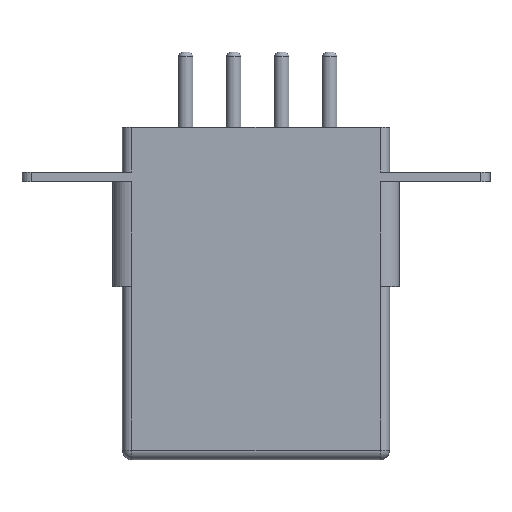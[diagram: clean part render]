
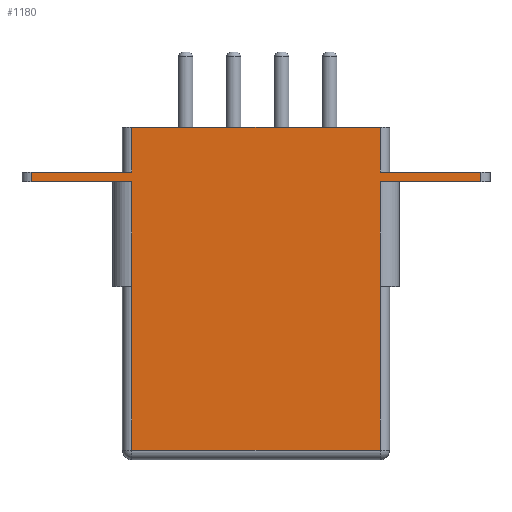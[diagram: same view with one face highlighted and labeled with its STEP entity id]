
A CAD part, top view. The second image highlights one B-rep face of the part: STEP entity #1180.
In plain terms, the highlighted planar face has unit normal (0, 0, 1).
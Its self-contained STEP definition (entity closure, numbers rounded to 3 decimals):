
#39=PLANE('',#1270);
#66=FACE_OUTER_BOUND('',#134,.T.);
#134=EDGE_LOOP('',(#785,#786,#787,#788,#789,#790,#791,#792,#793,#794,#795,
#796,#797,#798));
#214=LINE('',#1862,#288);
#215=LINE('',#1865,#289);
#216=LINE('',#1867,#290);
#217=LINE('',#1869,#291);
#218=LINE('',#1871,#292);
#219=LINE('',#1873,#293);
#220=LINE('',#1875,#294);
#221=LINE('',#1877,#295);
#222=LINE('',#1879,#296);
#223=LINE('',#1881,#297);
#224=LINE('',#1883,#298);
#225=LINE('',#1885,#299);
#226=LINE('',#1887,#300);
#227=LINE('',#1888,#301);
#288=VECTOR('',#1446,10.);
#289=VECTOR('',#1449,10.);
#290=VECTOR('',#1450,10.);
#291=VECTOR('',#1451,10.);
#292=VECTOR('',#1452,10.);
#293=VECTOR('',#1453,10.);
#294=VECTOR('',#1454,10.);
#295=VECTOR('',#1455,10.);
#296=VECTOR('',#1456,10.);
#297=VECTOR('',#1457,10.);
#298=VECTOR('',#1458,10.);
#299=VECTOR('',#1459,10.);
#300=VECTOR('',#1460,10.);
#301=VECTOR('',#1461,10.);
#471=VERTEX_POINT('',#1855);
#474=VERTEX_POINT('',#1860);
#475=VERTEX_POINT('',#1864);
#476=VERTEX_POINT('',#1866);
#477=VERTEX_POINT('',#1868);
#478=VERTEX_POINT('',#1870);
#479=VERTEX_POINT('',#1872);
#480=VERTEX_POINT('',#1874);
#481=VERTEX_POINT('',#1876);
#482=VERTEX_POINT('',#1878);
#483=VERTEX_POINT('',#1880);
#484=VERTEX_POINT('',#1882);
#485=VERTEX_POINT('',#1884);
#486=VERTEX_POINT('',#1886);
#600=EDGE_CURVE('',#474,#471,#214,.T.);
#601=EDGE_CURVE('',#474,#475,#215,.T.);
#602=EDGE_CURVE('',#476,#475,#216,.T.);
#603=EDGE_CURVE('',#476,#477,#217,.T.);
#604=EDGE_CURVE('',#478,#477,#218,.T.);
#605=EDGE_CURVE('',#478,#479,#219,.T.);
#606=EDGE_CURVE('',#480,#479,#220,.T.);
#607=EDGE_CURVE('',#480,#481,#221,.T.);
#608=EDGE_CURVE('',#482,#481,#222,.T.);
#609=EDGE_CURVE('',#482,#483,#223,.T.);
#610=EDGE_CURVE('',#484,#483,#224,.T.);
#611=EDGE_CURVE('',#485,#484,#225,.T.);
#612=EDGE_CURVE('',#486,#485,#226,.T.);
#613=EDGE_CURVE('',#471,#486,#227,.T.);
#785=ORIENTED_EDGE('',*,*,#600,.F.);
#786=ORIENTED_EDGE('',*,*,#601,.T.);
#787=ORIENTED_EDGE('',*,*,#602,.F.);
#788=ORIENTED_EDGE('',*,*,#603,.T.);
#789=ORIENTED_EDGE('',*,*,#604,.F.);
#790=ORIENTED_EDGE('',*,*,#605,.T.);
#791=ORIENTED_EDGE('',*,*,#606,.F.);
#792=ORIENTED_EDGE('',*,*,#607,.T.);
#793=ORIENTED_EDGE('',*,*,#608,.F.);
#794=ORIENTED_EDGE('',*,*,#609,.T.);
#795=ORIENTED_EDGE('',*,*,#610,.F.);
#796=ORIENTED_EDGE('',*,*,#611,.F.);
#797=ORIENTED_EDGE('',*,*,#612,.F.);
#798=ORIENTED_EDGE('',*,*,#613,.F.);
#1180=ADVANCED_FACE('',(#66),#39,.T.);
#1270=AXIS2_PLACEMENT_3D('',#1863,#1447,#1448);
#1446=DIRECTION('',(0.,-1.,0.));
#1447=DIRECTION('center_axis',(0.,0.,1.));
#1448=DIRECTION('ref_axis',(1.,0.,0.));
#1449=DIRECTION('',(1.,0.,0.));
#1450=DIRECTION('',(0.,-1.,0.));
#1451=DIRECTION('',(-1.,0.,0.));
#1452=DIRECTION('',(0.,-1.,0.));
#1453=DIRECTION('',(-1.,0.,0.));
#1454=DIRECTION('',(0.,1.,0.));
#1455=DIRECTION('',(-1.,0.,0.));
#1456=DIRECTION('',(0.,1.,0.));
#1457=DIRECTION('',(1.,0.,0.));
#1458=DIRECTION('',(0.,1.,0.));
#1459=DIRECTION('',(0.,1.,0.));
#1460=DIRECTION('',(-1.,0.,0.));
#1461=DIRECTION('',(0.,-1.,0.));
#1855=CARTESIAN_POINT('',(13.025,0.734,7.95));
#1860=CARTESIAN_POINT('',(13.025,11.75,7.95));
#1862=CARTESIAN_POINT('',(13.025,0.367,7.95));
#1863=CARTESIAN_POINT('Origin',(0.,0.,7.95));
#1864=CARTESIAN_POINT('',(23.57,11.75,7.95));
#1865=CARTESIAN_POINT('',(15.025,11.75,7.95));
#1866=CARTESIAN_POINT('',(23.57,12.75,7.95));
#1867=CARTESIAN_POINT('',(23.57,5.875,7.95));
#1868=CARTESIAN_POINT('',(13.025,12.75,7.95));
#1869=CARTESIAN_POINT('',(24.57,12.75,7.95));
#1870=CARTESIAN_POINT('',(13.025,17.45,7.95));
#1871=CARTESIAN_POINT('',(13.025,6.375,7.95));
#1872=CARTESIAN_POINT('',(-13.025,17.45,7.95));
#1873=CARTESIAN_POINT('',(14.025,17.45,7.95));
#1874=CARTESIAN_POINT('',(-13.025,12.75,7.95));
#1875=CARTESIAN_POINT('',(-13.025,8.725,7.95));
#1876=CARTESIAN_POINT('',(-23.57,12.75,7.95));
#1877=CARTESIAN_POINT('',(-14.025,12.75,7.95));
#1878=CARTESIAN_POINT('',(-23.57,11.75,7.95));
#1879=CARTESIAN_POINT('',(-23.57,6.375,7.95));
#1880=CARTESIAN_POINT('',(-13.025,11.75,7.95));
#1881=CARTESIAN_POINT('',(-24.57,11.75,7.95));
#1882=CARTESIAN_POINT('',(-13.025,0.734,7.95));
#1883=CARTESIAN_POINT('',(-13.025,5.875,7.95));
#1884=CARTESIAN_POINT('',(-13.025,-16.45,7.95));
#1885=CARTESIAN_POINT('',(-13.025,0.367,7.95));
#1886=CARTESIAN_POINT('',(13.025,-16.45,7.95));
#1887=CARTESIAN_POINT('',(-7.012,-16.45,7.95));
#1888=CARTESIAN_POINT('',(13.025,-8.725,7.95));
